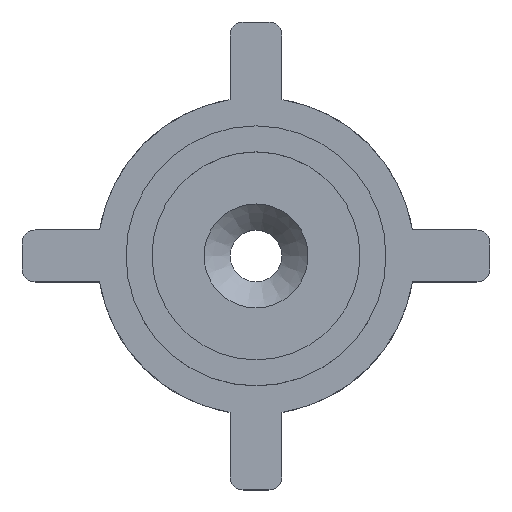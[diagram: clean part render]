
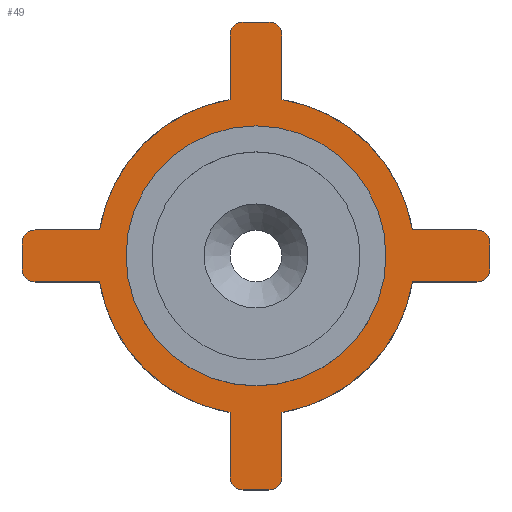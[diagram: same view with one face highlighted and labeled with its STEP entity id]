
A CAD part, top view. The second image highlights one B-rep face of the part: STEP entity #49.
In plain terms, the highlighted planar face has unit normal (0, 0, 1).
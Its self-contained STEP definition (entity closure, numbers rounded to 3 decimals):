
#49=ADVANCED_FACE('',(#97,#99),#101,.T.);
#97=FACE_BOUND('',#98,.T.);
#98=EDGE_LOOP('',(#401,#402,#403,#404,#405,#406,#407,#408,#409,#410,#411,#412,#413,
#414,#415,#416,#417,#418,#419,#420,#421,#422,#423,#424));
#99=FACE_BOUND('',#100,.T.);
#100=EDGE_LOOP('',(#425));
#101=PLANE('',#102);
#102=AXIS2_PLACEMENT_3D('',#103,#104,#105);
#103=CARTESIAN_POINT('',(0.,0.,2.));
#104=DIRECTION('',(0.,0.,1.));
#105=DIRECTION('',(-1.,0.,0.));
#401=ORIENTED_EDGE('',*,*,#591,.F.);
#402=ORIENTED_EDGE('',*,*,#592,.T.);
#403=ORIENTED_EDGE('',*,*,#593,.F.);
#404=ORIENTED_EDGE('',*,*,#594,.T.);
#405=ORIENTED_EDGE('',*,*,#595,.T.);
#406=ORIENTED_EDGE('',*,*,#596,.T.);
#407=ORIENTED_EDGE('',*,*,#597,.F.);
#408=ORIENTED_EDGE('',*,*,#598,.T.);
#409=ORIENTED_EDGE('',*,*,#599,.F.);
#410=ORIENTED_EDGE('',*,*,#600,.T.);
#411=ORIENTED_EDGE('',*,*,#601,.T.);
#412=ORIENTED_EDGE('',*,*,#602,.T.);
#413=ORIENTED_EDGE('',*,*,#603,.F.);
#414=ORIENTED_EDGE('',*,*,#604,.T.);
#415=ORIENTED_EDGE('',*,*,#605,.F.);
#416=ORIENTED_EDGE('',*,*,#606,.T.);
#417=ORIENTED_EDGE('',*,*,#607,.T.);
#418=ORIENTED_EDGE('',*,*,#608,.T.);
#419=ORIENTED_EDGE('',*,*,#609,.F.);
#420=ORIENTED_EDGE('',*,*,#610,.T.);
#421=ORIENTED_EDGE('',*,*,#611,.F.);
#422=ORIENTED_EDGE('',*,*,#612,.T.);
#423=ORIENTED_EDGE('',*,*,#613,.T.);
#424=ORIENTED_EDGE('',*,*,#614,.T.);
#425=ORIENTED_EDGE('',*,*,#615,.F.);
#591=EDGE_CURVE('',#703,#704,#705,.F.);
#592=EDGE_CURVE('',#703,#706,#707,.T.);
#593=EDGE_CURVE('',#708,#706,#709,.F.);
#594=EDGE_CURVE('',#708,#710,#711,.T.);
#595=EDGE_CURVE('',#710,#712,#713,.T.);
#596=EDGE_CURVE('',#712,#714,#715,.T.);
#597=EDGE_CURVE('',#716,#714,#717,.F.);
#598=EDGE_CURVE('',#716,#718,#719,.T.);
#599=EDGE_CURVE('',#720,#718,#721,.F.);
#600=EDGE_CURVE('',#720,#722,#723,.T.);
#601=EDGE_CURVE('',#722,#724,#725,.T.);
#602=EDGE_CURVE('',#724,#726,#727,.T.);
#603=EDGE_CURVE('',#728,#726,#729,.F.);
#604=EDGE_CURVE('',#728,#730,#731,.T.);
#605=EDGE_CURVE('',#732,#730,#733,.F.);
#606=EDGE_CURVE('',#732,#734,#735,.T.);
#607=EDGE_CURVE('',#734,#736,#737,.T.);
#608=EDGE_CURVE('',#736,#738,#739,.T.);
#609=EDGE_CURVE('',#740,#738,#741,.F.);
#610=EDGE_CURVE('',#740,#742,#743,.T.);
#611=EDGE_CURVE('',#744,#742,#745,.F.);
#612=EDGE_CURVE('',#744,#746,#747,.T.);
#613=EDGE_CURVE('',#746,#748,#749,.T.);
#614=EDGE_CURVE('',#748,#704,#750,.T.);
#615=EDGE_CURVE('',#751,#751,#752,.T.);
#703=VERTEX_POINT('',#900);
#704=VERTEX_POINT('',#901);
#705=CIRCLE('',#902,0.5);
#706=VERTEX_POINT('',#906);
#707=LINE('',#907,#908);
#708=VERTEX_POINT('',#910);
#709=CIRCLE('',#911,0.5);
#710=VERTEX_POINT('',#915);
#711=LINE('',#916,#917);
#712=VERTEX_POINT('',#919);
#713=CIRCLE('',#920,6.1);
#714=VERTEX_POINT('',#924);
#715=LINE('',#925,#926);
#716=VERTEX_POINT('',#928);
#717=CIRCLE('',#929,0.5);
#718=VERTEX_POINT('',#933);
#719=LINE('',#934,#935);
#720=VERTEX_POINT('',#937);
#721=CIRCLE('',#938,0.5);
#722=VERTEX_POINT('',#942);
#723=LINE('',#943,#944);
#724=VERTEX_POINT('',#946);
#725=CIRCLE('',#947,6.1);
#726=VERTEX_POINT('',#951);
#727=LINE('',#952,#953);
#728=VERTEX_POINT('',#955);
#729=CIRCLE('',#956,0.5);
#730=VERTEX_POINT('',#960);
#731=LINE('',#961,#962);
#732=VERTEX_POINT('',#964);
#733=CIRCLE('',#965,0.5);
#734=VERTEX_POINT('',#969);
#735=LINE('',#970,#971);
#736=VERTEX_POINT('',#973);
#737=CIRCLE('',#974,6.1);
#738=VERTEX_POINT('',#978);
#739=LINE('',#979,#980);
#740=VERTEX_POINT('',#982);
#741=CIRCLE('',#983,0.5);
#742=VERTEX_POINT('',#987);
#743=LINE('',#988,#989);
#744=VERTEX_POINT('',#991);
#745=CIRCLE('',#992,0.5);
#746=VERTEX_POINT('',#996);
#747=LINE('',#997,#998);
#748=VERTEX_POINT('',#1000);
#749=CIRCLE('',#1001,6.1);
#750=LINE('',#1005,#1006);
#751=VERTEX_POINT('',#1008);
#752=CIRCLE('',#1009,5.);
#900=CARTESIAN_POINT('',(0.5,9.,2.));
#901=CARTESIAN_POINT('',(1.,8.5,2.));
#902=AXIS2_PLACEMENT_3D('',#903,#904,#905);
#903=CARTESIAN_POINT('',(0.5,8.5,2.));
#904=DIRECTION('',(0.,0.,1.));
#905=DIRECTION('',(1.,0.,0.));
#906=CARTESIAN_POINT('',(-0.5,9.,2.));
#907=CARTESIAN_POINT('',(0.5,9.,2.));
#908=VECTOR('',#909,1.);
#909=DIRECTION('',(-1.,0.,0.));
#910=CARTESIAN_POINT('',(-1.,8.5,2.));
#911=AXIS2_PLACEMENT_3D('',#912,#913,#914);
#912=CARTESIAN_POINT('',(-0.5,8.5,2.));
#913=DIRECTION('',(0.,0.,1.));
#914=DIRECTION('',(0.,1.,0.));
#915=CARTESIAN_POINT('',(-1.,6.017,2.));
#916=CARTESIAN_POINT('',(-1.,8.5,2.));
#917=VECTOR('',#918,1.);
#918=DIRECTION('',(0.,-1.,0.));
#919=CARTESIAN_POINT('',(-6.017,1.,2.));
#920=AXIS2_PLACEMENT_3D('',#921,#922,#923);
#921=CARTESIAN_POINT('',(0.,0.,2.));
#922=DIRECTION('',(0.,0.,1.));
#923=DIRECTION('',(-0.164,0.986,0.));
#924=CARTESIAN_POINT('',(-8.5,1.,2.));
#925=CARTESIAN_POINT('',(-6.017,1.,2.));
#926=VECTOR('',#927,1.);
#927=DIRECTION('',(-1.,0.,0.));
#928=CARTESIAN_POINT('',(-9.,0.5,2.));
#929=AXIS2_PLACEMENT_3D('',#930,#931,#932);
#930=CARTESIAN_POINT('',(-8.5,0.5,2.));
#931=DIRECTION('',(0.,0.,1.));
#932=DIRECTION('',(0.,1.,0.));
#933=CARTESIAN_POINT('',(-9.,-0.5,2.));
#934=CARTESIAN_POINT('',(-9.,0.5,2.));
#935=VECTOR('',#936,1.);
#936=DIRECTION('',(0.,-1.,0.));
#937=CARTESIAN_POINT('',(-8.5,-1.,2.));
#938=AXIS2_PLACEMENT_3D('',#939,#940,#941);
#939=CARTESIAN_POINT('',(-8.5,-0.5,2.));
#940=DIRECTION('',(0.,0.,1.));
#941=DIRECTION('',(-1.,0.,0.));
#942=CARTESIAN_POINT('',(-6.017,-1.,2.));
#943=CARTESIAN_POINT('',(-8.5,-1.,2.));
#944=VECTOR('',#945,1.);
#945=DIRECTION('',(1.,0.,0.));
#946=CARTESIAN_POINT('',(-1.,-6.017,2.));
#947=AXIS2_PLACEMENT_3D('',#948,#949,#950);
#948=CARTESIAN_POINT('',(0.,0.,2.));
#949=DIRECTION('',(0.,0.,1.));
#950=DIRECTION('',(-0.986,-0.164,0.));
#951=CARTESIAN_POINT('',(-1.,-8.5,2.));
#952=CARTESIAN_POINT('',(-1.,-6.017,2.));
#953=VECTOR('',#954,1.);
#954=DIRECTION('',(0.,-1.,0.));
#955=CARTESIAN_POINT('',(-0.5,-9.,2.));
#956=AXIS2_PLACEMENT_3D('',#957,#958,#959);
#957=CARTESIAN_POINT('',(-0.5,-8.5,2.));
#958=DIRECTION('',(0.,0.,1.));
#959=DIRECTION('',(-1.,0.,0.));
#960=CARTESIAN_POINT('',(0.5,-9.,2.));
#961=CARTESIAN_POINT('',(-0.5,-9.,2.));
#962=VECTOR('',#963,1.);
#963=DIRECTION('',(1.,0.,0.));
#964=CARTESIAN_POINT('',(1.,-8.5,2.));
#965=AXIS2_PLACEMENT_3D('',#966,#967,#968);
#966=CARTESIAN_POINT('',(0.5,-8.5,2.));
#967=DIRECTION('',(0.,0.,1.));
#968=DIRECTION('',(0.,-1.,0.));
#969=CARTESIAN_POINT('',(1.,-6.017,2.));
#970=CARTESIAN_POINT('',(1.,-8.5,2.));
#971=VECTOR('',#972,1.);
#972=DIRECTION('',(0.,1.,0.));
#973=CARTESIAN_POINT('',(6.017,-1.,2.));
#974=AXIS2_PLACEMENT_3D('',#975,#976,#977);
#975=CARTESIAN_POINT('',(0.,0.,2.));
#976=DIRECTION('',(0.,0.,1.));
#977=DIRECTION('',(0.164,-0.986,0.));
#978=CARTESIAN_POINT('',(8.5,-1.,2.));
#979=CARTESIAN_POINT('',(6.017,-1.,2.));
#980=VECTOR('',#981,1.);
#981=DIRECTION('',(1.,0.,0.));
#982=CARTESIAN_POINT('',(9.,-0.5,2.));
#983=AXIS2_PLACEMENT_3D('',#984,#985,#986);
#984=CARTESIAN_POINT('',(8.5,-0.5,2.));
#985=DIRECTION('',(0.,0.,1.));
#986=DIRECTION('',(0.,-1.,0.));
#987=CARTESIAN_POINT('',(9.,0.5,2.));
#988=CARTESIAN_POINT('',(9.,-0.5,2.));
#989=VECTOR('',#990,1.);
#990=DIRECTION('',(0.,1.,0.));
#991=CARTESIAN_POINT('',(8.5,1.,2.));
#992=AXIS2_PLACEMENT_3D('',#993,#994,#995);
#993=CARTESIAN_POINT('',(8.5,0.5,2.));
#994=DIRECTION('',(0.,0.,1.));
#995=DIRECTION('',(1.,0.,0.));
#996=CARTESIAN_POINT('',(6.017,1.,2.));
#997=CARTESIAN_POINT('',(8.5,1.,2.));
#998=VECTOR('',#999,1.);
#999=DIRECTION('',(-1.,0.,0.));
#1000=CARTESIAN_POINT('',(1.,6.017,2.));
#1001=AXIS2_PLACEMENT_3D('',#1002,#1003,#1004);
#1002=CARTESIAN_POINT('',(0.,0.,2.));
#1003=DIRECTION('',(0.,0.,1.));
#1004=DIRECTION('',(0.986,0.164,0.));
#1005=CARTESIAN_POINT('',(1.,6.017,2.));
#1006=VECTOR('',#1007,1.);
#1007=DIRECTION('',(0.,1.,0.));
#1008=CARTESIAN_POINT('',(-5.,0.,2.));
#1009=AXIS2_PLACEMENT_3D('',#1010,#1011,#1012);
#1010=CARTESIAN_POINT('',(0.,0.,2.));
#1011=DIRECTION('',(0.,0.,1.));
#1012=DIRECTION('',(-1.,0.,0.));
